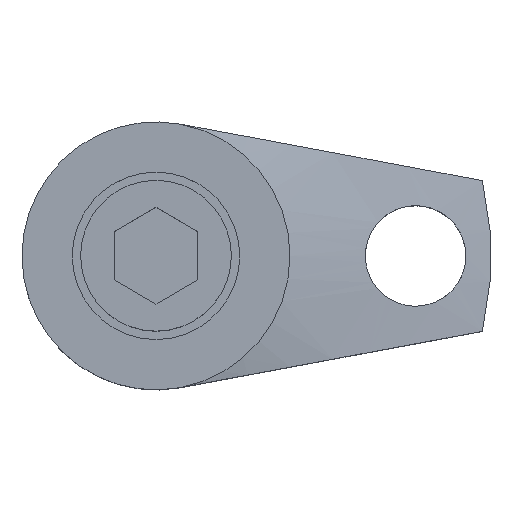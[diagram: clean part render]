
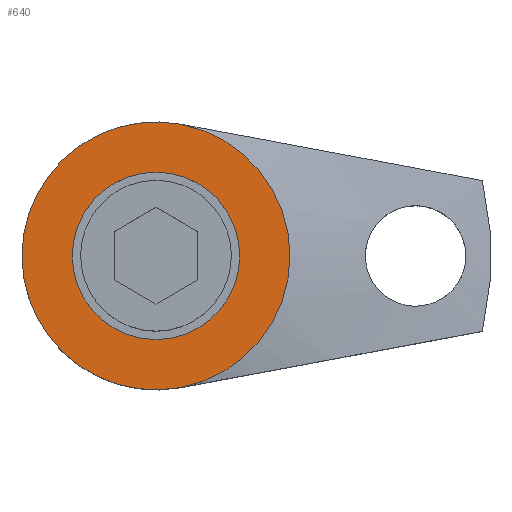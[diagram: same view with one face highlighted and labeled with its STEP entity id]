
A CAD part, top view. The second image highlights one B-rep face of the part: STEP entity #640.
In plain terms, the highlighted planar face has unit normal (0, 0, 1).
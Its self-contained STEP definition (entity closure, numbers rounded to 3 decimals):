
#28 = CARTESIAN_POINT ( 'NONE',  ( -10., 0., 55. ) ) ;
#51 = DIRECTION ( 'NONE',  ( 0., 0., 1. ) ) ;
#72 = CARTESIAN_POINT ( 'NONE',  ( 0., 0., 55. ) ) ;
#86 = CIRCLE ( 'NONE', #335, 16. ) ;
#115 = DIRECTION ( 'NONE',  ( 1., 0., 0. ) ) ;
#159 = EDGE_CURVE ( 'NONE', #748, #1271, #869, .T. ) ;
#208 = CARTESIAN_POINT ( 'NONE',  ( 0., 0., 55. ) ) ;
#222 = CIRCLE ( 'NONE', #710, 16. ) ;
#328 = CARTESIAN_POINT ( 'NONE',  ( -16., 0., 55. ) ) ;
#335 = AXIS2_PLACEMENT_3D ( 'NONE', #208, #1410, #1315 ) ;
#381 = DIRECTION ( 'NONE',  ( 1., 0., 0. ) ) ;
#411 = CARTESIAN_POINT ( 'NONE',  ( 0., 0., 55. ) ) ;
#436 = ORIENTED_EDGE ( 'NONE', *, *, #1052, .F. ) ;
#505 = VERTEX_POINT ( 'NONE', #1050 ) ;
#510 = DIRECTION ( 'NONE',  ( 1., 0., 0. ) ) ;
#553 = CARTESIAN_POINT ( 'NONE',  ( 0., 0., 55. ) ) ;
#554 = FACE_OUTER_BOUND ( 'NONE', #729, .T. ) ;
#567 = AXIS2_PLACEMENT_3D ( 'NONE', #72, #604, #381 ) ;
#569 = CARTESIAN_POINT ( 'NONE',  ( 2.936, 15.728, 55. ) ) ;
#604 = DIRECTION ( 'NONE',  ( 0., 0., 1. ) ) ;
#635 = ORIENTED_EDGE ( 'NONE', *, *, #1100, .T. ) ;
#640 = ADVANCED_FACE ( 'NONE', ( #650, #554 ), #1412, .T. ) ;
#650 = FACE_BOUND ( 'NONE', #1011, .T. ) ;
#710 = AXIS2_PLACEMENT_3D ( 'NONE', #877, #751, #1429 ) ;
#729 = EDGE_LOOP ( 'NONE', ( #1246, #1166, #635 ) ) ;
#748 = VERTEX_POINT ( 'NONE', #28 ) ;
#751 = DIRECTION ( 'NONE',  ( 0., 0., 1. ) ) ;
#775 = AXIS2_PLACEMENT_3D ( 'NONE', #411, #1311, #1305 ) ;
#820 = CARTESIAN_POINT ( 'NONE',  ( 0., 0., 55. ) ) ;
#869 = CIRCLE ( 'NONE', #888, 10. ) ;
#877 = CARTESIAN_POINT ( 'NONE',  ( 0., 0., 55. ) ) ;
#888 = AXIS2_PLACEMENT_3D ( 'NONE', #553, #1109, #115 ) ;
#929 = ORIENTED_EDGE ( 'NONE', *, *, #159, .F. ) ;
#955 = EDGE_CURVE ( 'NONE', #1331, #1125, #980, .T. ) ;
#980 = CIRCLE ( 'NONE', #567, 16. ) ;
#1011 = EDGE_LOOP ( 'NONE', ( #436, #929 ) ) ;
#1020 = CARTESIAN_POINT ( 'NONE',  ( 10., 0., 55. ) ) ;
#1050 = CARTESIAN_POINT ( 'NONE',  ( 2.936, -15.728, 55. ) ) ;
#1052 = EDGE_CURVE ( 'NONE', #1271, #748, #1314, .T. ) ;
#1100 = EDGE_CURVE ( 'NONE', #1125, #505, #222, .T. ) ;
#1109 = DIRECTION ( 'NONE',  ( 0., 0., 1. ) ) ;
#1119 = EDGE_CURVE ( 'NONE', #505, #1331, #86, .T. ) ;
#1125 = VERTEX_POINT ( 'NONE', #328 ) ;
#1154 = AXIS2_PLACEMENT_3D ( 'NONE', #820, #51, #510 ) ;
#1166 = ORIENTED_EDGE ( 'NONE', *, *, #955, .T. ) ;
#1246 = ORIENTED_EDGE ( 'NONE', *, *, #1119, .T. ) ;
#1271 = VERTEX_POINT ( 'NONE', #1020 ) ;
#1305 = DIRECTION ( 'NONE',  ( 1., 0., 0. ) ) ;
#1311 = DIRECTION ( 'NONE',  ( 0., 0., 1. ) ) ;
#1314 = CIRCLE ( 'NONE', #1154, 10. ) ;
#1315 = DIRECTION ( 'NONE',  ( 1., 0., 0. ) ) ;
#1331 = VERTEX_POINT ( 'NONE', #569 ) ;
#1410 = DIRECTION ( 'NONE',  ( 0., 0., 1. ) ) ;
#1412 = PLANE ( 'NONE',  #775 ) ;
#1429 = DIRECTION ( 'NONE',  ( 1., 0., 0. ) ) ;
